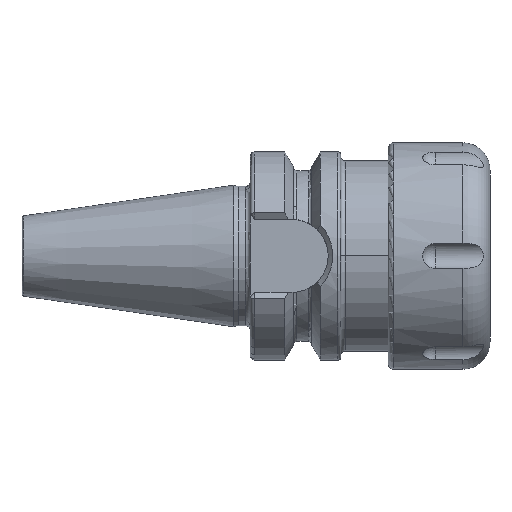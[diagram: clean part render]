
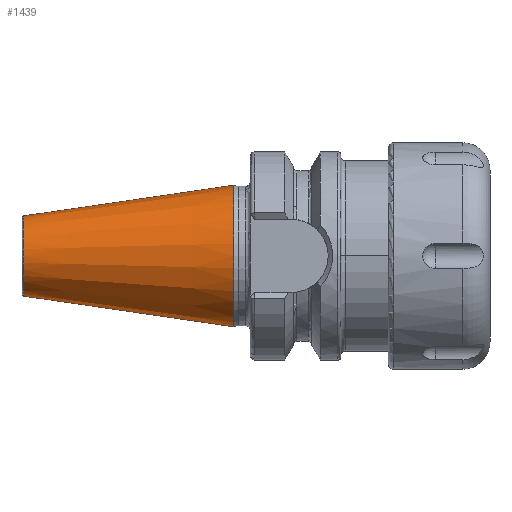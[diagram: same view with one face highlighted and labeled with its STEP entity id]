
A CAD part, top view. The second image highlights one B-rep face of the part: STEP entity #1439.
In plain terms, the highlighted conical face has half-angle 8.298 degrees and reference radius 12.258 mm.
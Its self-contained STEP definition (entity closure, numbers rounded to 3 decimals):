
#37=CARTESIAN_POINT('',(-47.972,0.,0.));
#38=DIRECTION('',(1.,0.,0.));
#39=DIRECTION('',(0.,1.,0.));
#40=AXIS2_PLACEMENT_3D('',#37,#38,#39);
#42=CARTESIAN_POINT('',(-1.629,0.,0.));
#43=DIRECTION('',(1.,0.,0.));
#44=DIRECTION('',(0.,1.,0.));
#45=AXIS2_PLACEMENT_3D('',#42,#43,#44);
#47=DIRECTION('',(-0.99,-0.144,0.));
#48=VECTOR('',#47,46.833);
#49=CARTESIAN_POINT('',(-1.629,15.637,0.));
#50=LINE('',#49,#48);
#51=DIRECTION('',(-0.99,0.144,0.));
#52=VECTOR('',#51,46.833);
#53=CARTESIAN_POINT('',(-1.629,-15.637,0.));
#54=LINE('',#53,#52);
#1136=CARTESIAN_POINT('',(-47.972,8.878,0.));
#1138=VERTEX_POINT('',#1136);
#1140=CARTESIAN_POINT('',(-47.972,-8.878,0.));
#1142=VERTEX_POINT('',#1140);
#1351=CARTESIAN_POINT('',(-1.629,15.637,0.));
#1352=VERTEX_POINT('',#1351);
#1353=CARTESIAN_POINT('',(-1.629,-15.637,0.));
#1354=VERTEX_POINT('',#1353);
#1425=CARTESIAN_POINT('',(-24.801,0.,0.));
#1426=DIRECTION('',(1.,0.,0.));
#1427=DIRECTION('',(0.,-1.,0.));
#1428=AXIS2_PLACEMENT_3D('',#1425,#1426,#1427);
#1429=CONICAL_SURFACE('',#1428,12.258,8.298);
#1431=ORIENTED_EDGE('',*,*,#1430,.F.);
#1433=ORIENTED_EDGE('',*,*,#1432,.T.);
#1435=ORIENTED_EDGE('',*,*,#1434,.T.);
#1436=ORIENTED_EDGE('',*,*,#1418,.F.);
#1437=EDGE_LOOP('',(#1431,#1433,#1435,#1436));
#1438=FACE_OUTER_BOUND('',#1437,.F.);
#1439=ADVANCED_FACE('',(#1438),#1429,.T.);
#41=CIRCLE('',#40,8.878);
#46=CIRCLE('',#45,15.637);
#1418=EDGE_CURVE('',#1138,#1142,#41,.T.);
#1430=EDGE_CURVE('',#1352,#1138,#50,.T.);
#1432=EDGE_CURVE('',#1352,#1354,#46,.T.);
#1434=EDGE_CURVE('',#1354,#1142,#54,.T.);
